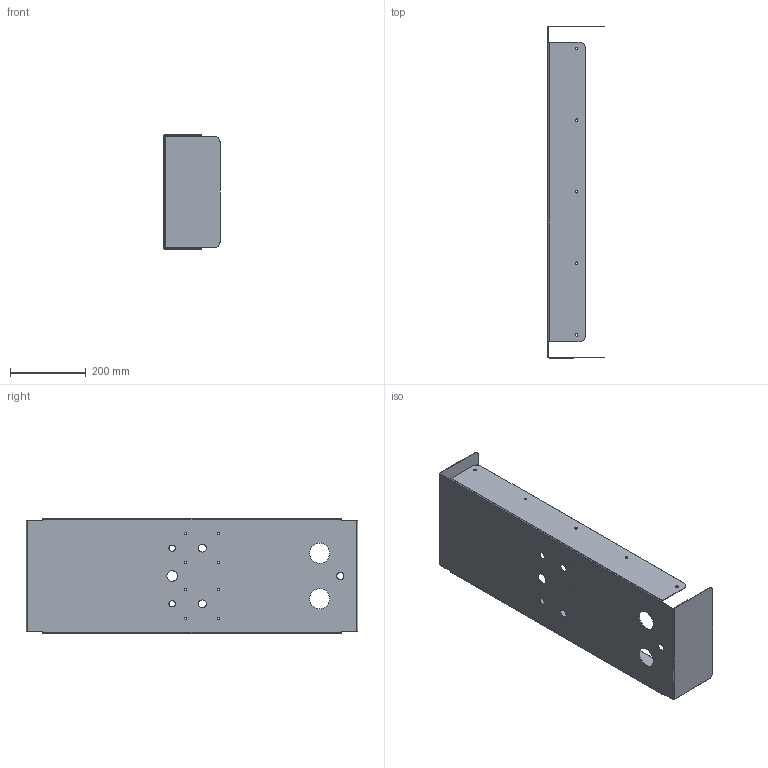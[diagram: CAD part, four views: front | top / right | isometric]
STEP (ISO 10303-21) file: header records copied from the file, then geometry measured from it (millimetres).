
FILE_DESCRIPTION (( 'STEP AP214' ), '1' );
FILE_NAME ('SkirtBulkhead.STEP', '2024-10-09T10:46:00', ( '' ), ( '' ), 'SwSTEP 2.0', 'SolidWorks 2024', '' );
FILE_SCHEMA (( 'AUTOMOTIVE_DESIGN' ));
Length unit declared in the file: millimetre
Products named in the file (1): SkirtBulkhead
Bounding box: 148.5 x 879 x 303 mm (x, y, z)
Volume: 748288.5 mm3; surface area: 1004278.5 mm2
Topology: 1 solids, 1 shells, 114 faces, 304 edges, 192 vertices
Faces by surface type: cylinder 69, plane 45
Entity records: 3697 total; most frequent: DIRECTION 672, CARTESIAN_POINT 611, ORIENTED_EDGE 608, EDGE_CURVE 304, AXIS2_PLACEMENT_3D 253, VERTEX_POINT 192, LINE 166, EDGE_LOOP 166
